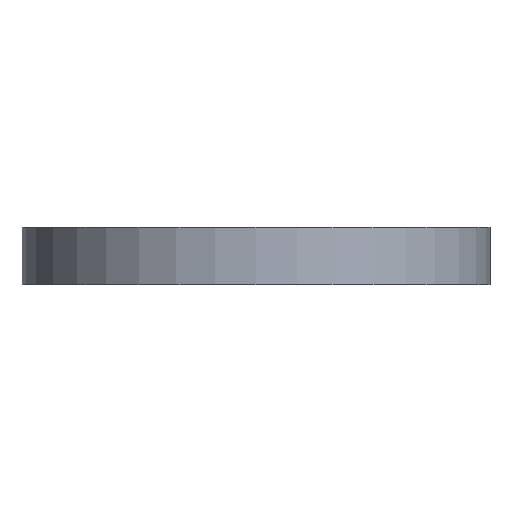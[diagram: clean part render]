
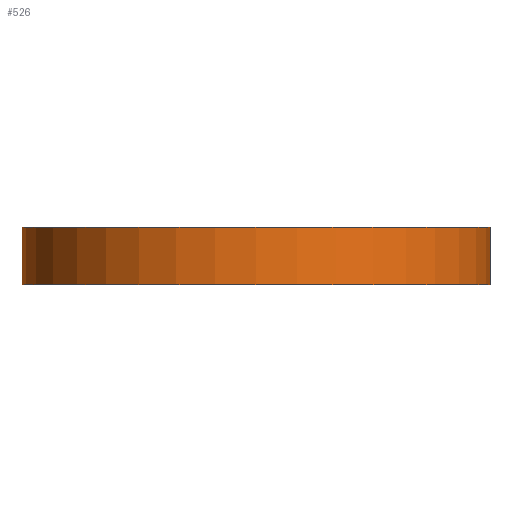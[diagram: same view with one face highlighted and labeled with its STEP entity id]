
A CAD part, front view. The second image highlights one B-rep face of the part: STEP entity #526.
In plain terms, the highlighted cylindrical face has radius 52.5 mm (diameter 105 mm), a full revolution.
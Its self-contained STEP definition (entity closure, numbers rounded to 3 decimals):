
#504 = EDGE_CURVE('',#505,#507,#509,.T.);
#505 = VERTEX_POINT('',#506);
#506 = CARTESIAN_POINT('',(52.5,-0.,-7.));
#507 = VERTEX_POINT('',#508);
#508 = CARTESIAN_POINT('',(-52.5,0.,-7.));
#509 = CIRCLE('',#510,52.5);
#510 = AXIS2_PLACEMENT_3D('',#511,#512,#513);
#511 = CARTESIAN_POINT('',(0.,0.,-7.));
#512 = DIRECTION('',(0.,-0.,-1.));
#513 = DIRECTION('',(1.,0.,-0.));
#515 = EDGE_CURVE('',#507,#505,#516,.T.);
#516 = CIRCLE('',#517,52.5);
#517 = AXIS2_PLACEMENT_3D('',#518,#519,#520);
#518 = CARTESIAN_POINT('',(0.,0.,-7.));
#519 = DIRECTION('',(0.,-0.,-1.));
#520 = DIRECTION('',(1.,0.,-0.));
#526 = ADVANCED_FACE('',(#527),#547,.T.);
#527 = FACE_BOUND('',#528,.T.);
#528 = EDGE_LOOP('',(#529,#537,#544,#545,#546));
#529 = ORIENTED_EDGE('',*,*,#530,.T.);
#530 = EDGE_CURVE('',#507,#531,#533,.T.);
#531 = VERTEX_POINT('',#532);
#532 = CARTESIAN_POINT('',(-52.5,-0.,6.));
#533 = LINE('',#534,#535);
#534 = CARTESIAN_POINT('',(-52.5,0.,-7.));
#535 = VECTOR('',#536,1.);
#536 = DIRECTION('',(-0.,-0.,1.));
#537 = ORIENTED_EDGE('',*,*,#538,.T.);
#538 = EDGE_CURVE('',#531,#531,#539,.T.);
#539 = CIRCLE('',#540,52.5);
#540 = AXIS2_PLACEMENT_3D('',#541,#542,#543);
#541 = CARTESIAN_POINT('',(0.,0.,6.));
#542 = DIRECTION('',(0.,0.,-1.));
#543 = DIRECTION('',(-1.,0.,0.));
#544 = ORIENTED_EDGE('',*,*,#530,.F.);
#545 = ORIENTED_EDGE('',*,*,#504,.F.);
#546 = ORIENTED_EDGE('',*,*,#515,.F.);
#547 = CYLINDRICAL_SURFACE('',#548,52.5);
#548 = AXIS2_PLACEMENT_3D('',#549,#550,#551);
#549 = CARTESIAN_POINT('',(0.,0.,5.));
#550 = DIRECTION('',(0.,0.,-1.));
#551 = DIRECTION('',(-1.,0.,0.));
